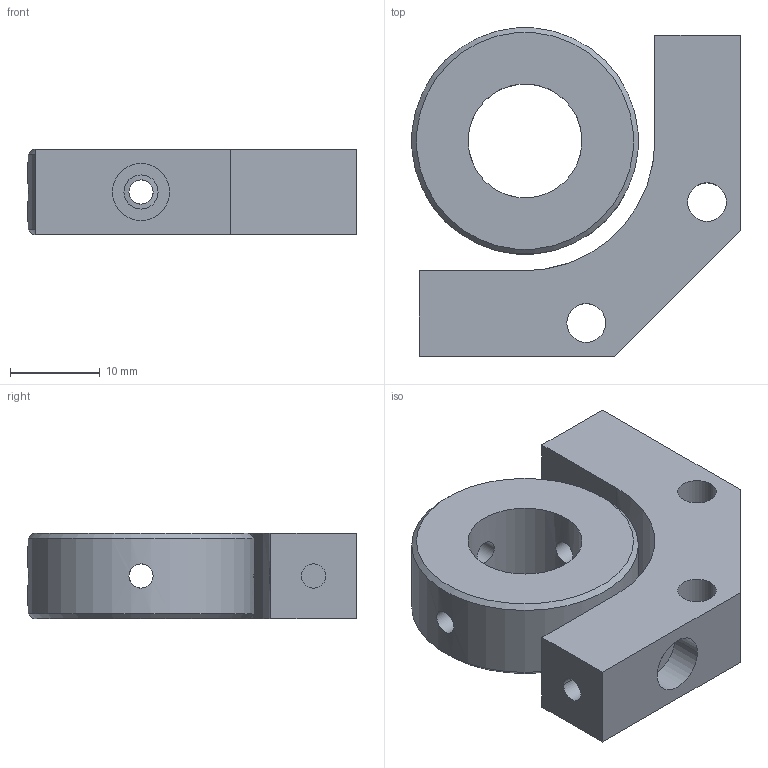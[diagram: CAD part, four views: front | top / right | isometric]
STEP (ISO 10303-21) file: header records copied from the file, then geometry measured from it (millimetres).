
FILE_DESCRIPTION(/* description */ ('Alibre Inc.'),/* implementation_level */ '2;1');
FILE_NAME(/* name */ 'export0',/* time_stamp */ '2015-05-18T12:45:29-07:00',/* author */ (''),/* organization */ (''),/* preprocessor_version */ 'ST-DEVELOPER v14',/* originating_system */ 'Alibre',/* authorisation */ '');
FILE_SCHEMA (('CONFIG_CONTROL_DESIGN'));
Length unit declared in the file: inch
Products named in the file (3): ID_1; ID_2
Bounding box: 36.64 x 36.64 x 9.53 mm (x, y, z)
Volume: 7798.8 mm3; surface area: 4875.6 mm2
Topology: 2 solids, 2 shells, 40 faces, 100 edges, 66 vertices
Faces by surface type: cylinder 23, plane 15, cone 2
Full cylindrical faces by diameter (mm): 2.692 x4, 12.7 x1, 25.273 x1
Entity records: 1784 total; most frequent: CARTESIAN_POINT 545, ORIENTED_EDGE 184, DIRECTION 183, EDGE_CURVE 92, AXIS2_PLACEMENT_3D 79, EDGE_LOOP 68, FACE_BOUND 68, VERTEX_POINT 66
